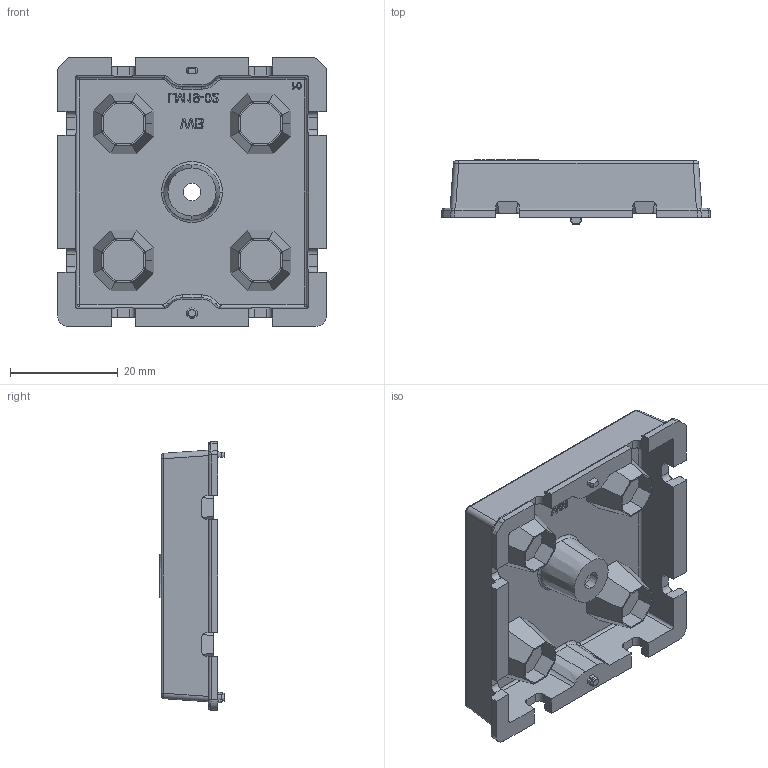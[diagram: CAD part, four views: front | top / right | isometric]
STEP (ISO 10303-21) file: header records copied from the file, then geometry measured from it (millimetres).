
FILE_DESCRIPTION (( 'STEP AP214' ), '1' );
FILE_NAME ('LM19-02.stp', '2019-11-05T10:46:15', ( '' ), ( '' ), 'SwSTEP 2.0', 'SolidWorks 2017', '' );
FILE_SCHEMA (( 'AUTOMOTIVE_DESIGN' ));
Length unit declared in the file: millimetre
Products named in the file (1): LM19-02
Bounding box: 49.85 x 11.89 x 49.85 mm (x, y, z)
Volume: 9164.2 mm3; surface area: 9440.9 mm2
Topology: 1 solids, 1 shells, 677 faces, 1828 edges, 1192 vertices
Faces by surface type: plane 407, bspline 162, cylinder 60, cone 40, torus 4, sphere 4
Entity records: 26124 total; most frequent: CARTESIAN_POINT 10690, ORIENTED_EDGE 3656, DIRECTION 2472, EDGE_CURVE 1828, VERTEX_POINT 1192, VECTOR 1176, LINE 1176, EDGE_LOOP 718
